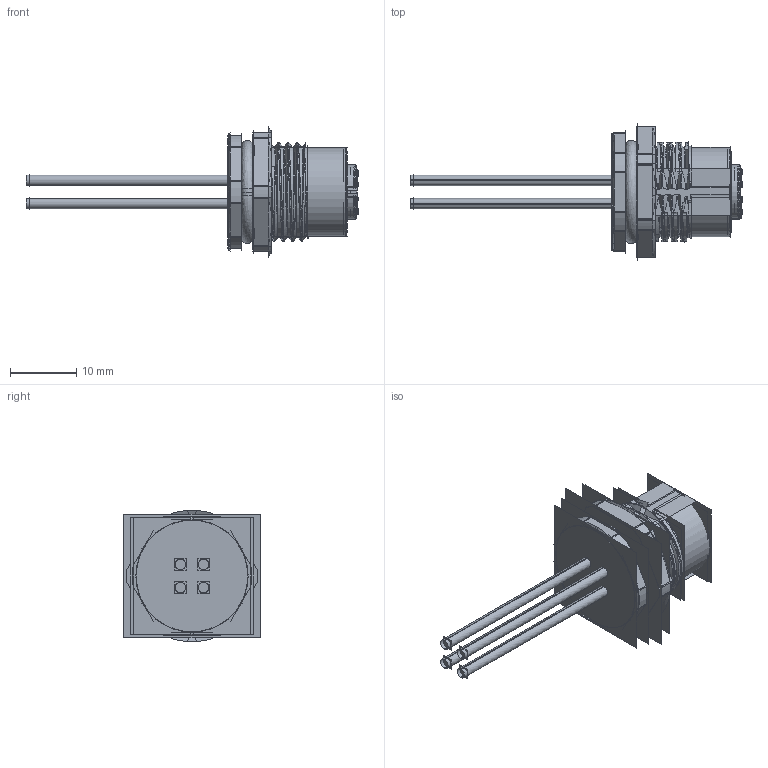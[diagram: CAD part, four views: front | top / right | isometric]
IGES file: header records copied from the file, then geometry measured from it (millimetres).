
Start section:  PTC IGES file: 237152_sm01.igs
Global section: file name: 237152_sm01.igs; native system: Creo Parametric by PTC Inc.; preprocessor: 2022414; author: banengservice; organization: Unknown; date: 20240604.091335; units: millimetre
Bounding box: 50.27 x 20.59 x 19.88 mm (x, y, z)
Volume: 3187.3 mm3; surface area: 17703 mm2
Topology: 1 solids, 1 shells, 754 faces, 3994 edges, 5047 vertices
Faces by surface type: bspline 348, revolution 346, extrusion 60
